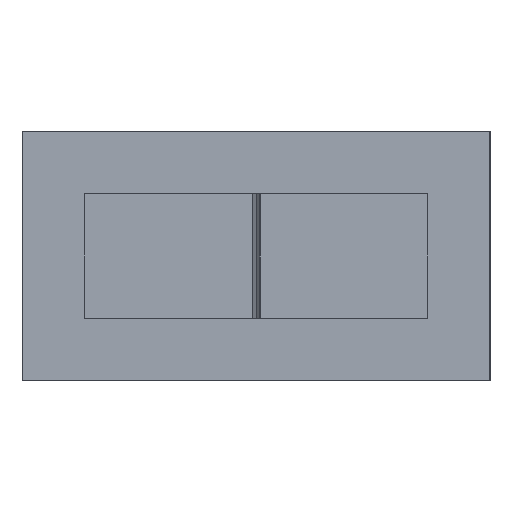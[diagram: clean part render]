
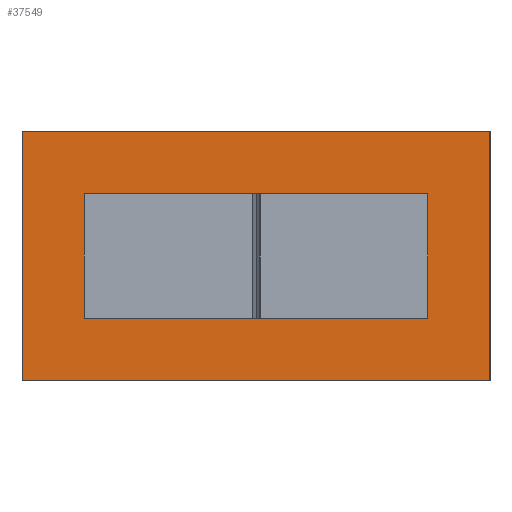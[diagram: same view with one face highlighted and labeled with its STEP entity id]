
A CAD part, front view. The second image highlights one B-rep face of the part: STEP entity #37549.
In plain terms, the highlighted planar face has unit normal (0, -1, 0).
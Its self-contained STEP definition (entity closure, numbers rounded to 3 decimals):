
#1552 = DIRECTION ( 'NONE',  ( 0., 0., -1. ) ) ;
#1851 = ORIENTED_EDGE ( 'NONE', *, *, #43328, .F. ) ;
#2395 = CARTESIAN_POINT ( 'NONE',  ( 550., 0., -200. ) ) ;
#2623 = CARTESIAN_POINT ( 'NONE',  ( 750., 0., 400. ) ) ;
#2763 = EDGE_CURVE ( 'NONE', #20471, #30090, #25493, .T. ) ;
#3289 = CARTESIAN_POINT ( 'NONE',  ( 550., 0., 200. ) ) ;
#4531 = CARTESIAN_POINT ( 'NONE',  ( -550., 0., 200. ) ) ;
#5388 = CARTESIAN_POINT ( 'NONE',  ( 750., 0., -400. ) ) ;
#5881 = VECTOR ( 'NONE', #6087, 1000. ) ;
#6087 = DIRECTION ( 'NONE',  ( -1., 0., 0. ) ) ;
#6514 = ORIENTED_EDGE ( 'NONE', *, *, #28446, .T. ) ;
#7922 = EDGE_CURVE ( 'NONE', #15660, #32578, #27550, .T. ) ;
#9395 = VERTEX_POINT ( 'NONE', #31078 ) ;
#10405 = FACE_OUTER_BOUND ( 'NONE', #26791, .T. ) ;
#12779 = AXIS2_PLACEMENT_3D ( 'NONE', #37101, #40219, #1552 ) ;
#15660 = VERTEX_POINT ( 'NONE', #44908 ) ;
#15923 = VECTOR ( 'NONE', #26357, 1000. ) ;
#17576 = FACE_BOUND ( 'NONE', #33166, .T. ) ;
#17622 = ORIENTED_EDGE ( 'NONE', *, *, #32773, .T. ) ;
#18346 = VECTOR ( 'NONE', #26331, 1000. ) ;
#19009 = CARTESIAN_POINT ( 'NONE',  ( -750., 0., -400. ) ) ;
#19106 = EDGE_CURVE ( 'NONE', #45039, #9395, #19702, .T. ) ;
#19161 = CARTESIAN_POINT ( 'NONE',  ( -550., 0., -200. ) ) ;
#19471 = DIRECTION ( 'NONE',  ( 0., 0., -1. ) ) ;
#19631 = ORIENTED_EDGE ( 'NONE', *, *, #7922, .T. ) ;
#19702 = LINE ( 'NONE', #34729, #24182 ) ;
#20122 = CARTESIAN_POINT ( 'NONE',  ( 750., 0., -400. ) ) ;
#20471 = VERTEX_POINT ( 'NONE', #5388 ) ;
#22633 = LINE ( 'NONE', #19009, #24305 ) ;
#22670 = EDGE_CURVE ( 'NONE', #40011, #15660, #42248, .T. ) ;
#24182 = VECTOR ( 'NONE', #34260, 1000. ) ;
#24305 = VECTOR ( 'NONE', #43915, 1000. ) ;
#24569 = CARTESIAN_POINT ( 'NONE',  ( -550., 0., -200. ) ) ;
#24630 = DIRECTION ( 'NONE',  ( 0., 0., 1. ) ) ;
#25411 = LINE ( 'NONE', #19161, #15923 ) ;
#25493 = LINE ( 'NONE', #20122, #38340 ) ;
#25613 = ORIENTED_EDGE ( 'NONE', *, *, #19106, .F. ) ;
#26331 = DIRECTION ( 'NONE',  ( 1., 0., 0. ) ) ;
#26357 = DIRECTION ( 'NONE',  ( 0., 0., 1. ) ) ;
#26764 = LINE ( 'NONE', #40194, #18346 ) ;
#26791 = EDGE_LOOP ( 'NONE', ( #1851, #25613, #41932, #36933 ) ) ;
#27550 = LINE ( 'NONE', #2395, #5881 ) ;
#27798 = VECTOR ( 'NONE', #19471, 1000. ) ;
#28446 = EDGE_CURVE ( 'NONE', #32578, #33234, #25411, .T. ) ;
#28468 = EDGE_CURVE ( 'NONE', #45039, #20471, #22633, .T. ) ;
#30090 = VERTEX_POINT ( 'NONE', #2623 ) ;
#30689 = CARTESIAN_POINT ( 'NONE',  ( 550., 0., 200. ) ) ;
#31078 = CARTESIAN_POINT ( 'NONE',  ( -750., 0., 400. ) ) ;
#31157 = ORIENTED_EDGE ( 'NONE', *, *, #22670, .T. ) ;
#32578 = VERTEX_POINT ( 'NONE', #24569 ) ;
#32773 = EDGE_CURVE ( 'NONE', #33234, #40011, #37251, .T. ) ;
#33166 = EDGE_LOOP ( 'NONE', ( #6514, #17622, #31157, #19631 ) ) ;
#33234 = VERTEX_POINT ( 'NONE', #41919 ) ;
#34260 = DIRECTION ( 'NONE',  ( 0., 0., 1. ) ) ;
#34729 = CARTESIAN_POINT ( 'NONE',  ( -750., 0., -400. ) ) ;
#36450 = CARTESIAN_POINT ( 'NONE',  ( -750., 0., -400. ) ) ;
#36645 = PLANE ( 'NONE',  #12779 ) ;
#36933 = ORIENTED_EDGE ( 'NONE', *, *, #2763, .T. ) ;
#37101 = CARTESIAN_POINT ( 'NONE',  ( -750., 0., -400. ) ) ;
#37251 = LINE ( 'NONE', #4531, #42238 ) ;
#37549 = ADVANCED_FACE ( 'NONE', ( #17576, #10405 ), #36645, .T. ) ;
#38340 = VECTOR ( 'NONE', #24630, 1000. ) ;
#40011 = VERTEX_POINT ( 'NONE', #3289 ) ;
#40194 = CARTESIAN_POINT ( 'NONE',  ( -750., 0., 400. ) ) ;
#40219 = DIRECTION ( 'NONE',  ( 0., -1., 0. ) ) ;
#41919 = CARTESIAN_POINT ( 'NONE',  ( -550., 0., 200. ) ) ;
#41932 = ORIENTED_EDGE ( 'NONE', *, *, #28468, .T. ) ;
#42238 = VECTOR ( 'NONE', #43660, 1000. ) ;
#42248 = LINE ( 'NONE', #30689, #27798 ) ;
#43328 = EDGE_CURVE ( 'NONE', #9395, #30090, #26764, .T. ) ;
#43660 = DIRECTION ( 'NONE',  ( 1., 0., 0. ) ) ;
#43915 = DIRECTION ( 'NONE',  ( 1., 0., 0. ) ) ;
#44908 = CARTESIAN_POINT ( 'NONE',  ( 550., 0., -200. ) ) ;
#45039 = VERTEX_POINT ( 'NONE', #36450 ) ;
